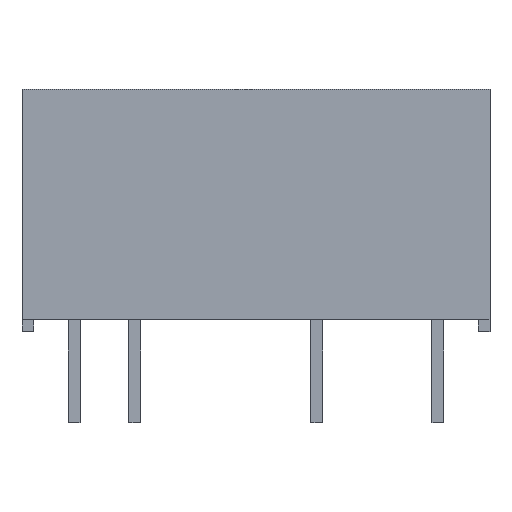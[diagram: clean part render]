
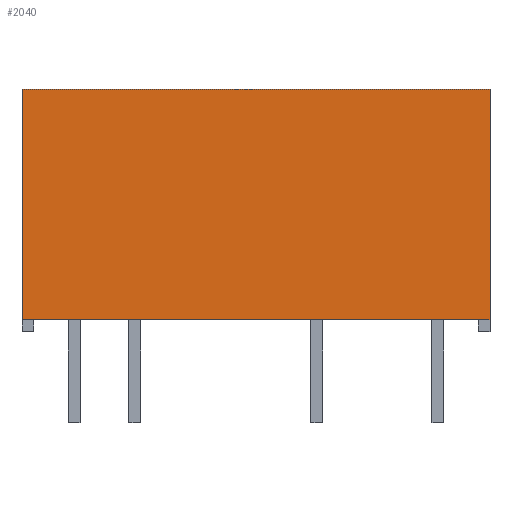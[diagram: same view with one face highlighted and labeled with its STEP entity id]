
A CAD part, top view. The second image highlights one B-rep face of the part: STEP entity #2040.
In plain terms, the highlighted planar face has unit normal (0, 0, 1).
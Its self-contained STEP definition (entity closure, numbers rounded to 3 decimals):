
#1474 = PLANE('',#1475);
#1475 = AXIS2_PLACEMENT_3D('',#1476,#1477,#1478);
#1476 = CARTESIAN_POINT('',(0.36,0.,7.63));
#1477 = DIRECTION('',(-1.,0.,0.));
#1478 = DIRECTION('',(0.,0.,-1.));
#1502 = PLANE('',#1503);
#1503 = AXIS2_PLACEMENT_3D('',#1504,#1505,#1506);
#1504 = CARTESIAN_POINT('',(10.16,9.64,4.58));
#1505 = DIRECTION('',(0.,-1.,0.));
#1506 = DIRECTION('',(1.,0.,0.));
#1530 = PLANE('',#1531);
#1531 = AXIS2_PLACEMENT_3D('',#1532,#1533,#1534);
#1532 = CARTESIAN_POINT('',(19.96,0.,1.53));
#1533 = DIRECTION('',(1.,0.,0.));
#1534 = DIRECTION('',(0.,0.,1.));
#1586 = PLANE('',#1587);
#1587 = AXIS2_PLACEMENT_3D('',#1588,#1589,#1590);
#1588 = CARTESIAN_POINT('',(10.16,0.,4.58));
#1589 = DIRECTION('',(0.,-1.,0.));
#1590 = DIRECTION('',(1.,0.,0.));
#1627 = EDGE_CURVE('',#1628,#1630,#1632,.T.);
#1628 = VERTEX_POINT('',#1629);
#1629 = CARTESIAN_POINT('',(0.36,0.,7.63));
#1630 = VERTEX_POINT('',#1631);
#1631 = CARTESIAN_POINT('',(0.36,9.64,7.63));
#1632 = SURFACE_CURVE('',#1633,(#1637,#1644),.PCURVE_S1.);
#1633 = LINE('',#1634,#1635);
#1634 = CARTESIAN_POINT('',(0.36,0.,7.63));
#1635 = VECTOR('',#1636,1.);
#1636 = DIRECTION('',(0.,1.,0.));
#1637 = PCURVE('',#1474,#1638);
#1638 = DEFINITIONAL_REPRESENTATION('',(#1639),#1643);
#1639 = LINE('',#1640,#1641);
#1640 = CARTESIAN_POINT('',(0.,0.));
#1641 = VECTOR('',#1642,1.);
#1642 = DIRECTION('',(0.,-1.));
#1643 = ( GEOMETRIC_REPRESENTATION_CONTEXT(2) 
PARAMETRIC_REPRESENTATION_CONTEXT() REPRESENTATION_CONTEXT('2D SPACE',''
  ) );
#1644 = PCURVE('',#1645,#1650);
#1645 = PLANE('',#1646);
#1646 = AXIS2_PLACEMENT_3D('',#1647,#1648,#1649);
#1647 = CARTESIAN_POINT('',(19.96,0.,7.63));
#1648 = DIRECTION('',(0.,0.,1.));
#1649 = DIRECTION('',(-1.,0.,0.));
#1650 = DEFINITIONAL_REPRESENTATION('',(#1651),#1655);
#1651 = LINE('',#1652,#1653);
#1652 = CARTESIAN_POINT('',(19.6,0.));
#1653 = VECTOR('',#1654,1.);
#1654 = DIRECTION('',(0.,-1.));
#1655 = ( GEOMETRIC_REPRESENTATION_CONTEXT(2) 
PARAMETRIC_REPRESENTATION_CONTEXT() REPRESENTATION_CONTEXT('2D SPACE',''
  ) );
#1710 = VERTEX_POINT('',#1711);
#1711 = CARTESIAN_POINT('',(19.96,9.64,7.63));
#1732 = EDGE_CURVE('',#1733,#1710,#1735,.T.);
#1733 = VERTEX_POINT('',#1734);
#1734 = CARTESIAN_POINT('',(19.96,0.,7.63));
#1735 = SURFACE_CURVE('',#1736,(#1740,#1747),.PCURVE_S1.);
#1736 = LINE('',#1737,#1738);
#1737 = CARTESIAN_POINT('',(19.96,0.,7.63));
#1738 = VECTOR('',#1739,1.);
#1739 = DIRECTION('',(0.,1.,0.));
#1740 = PCURVE('',#1530,#1741);
#1741 = DEFINITIONAL_REPRESENTATION('',(#1742),#1746);
#1742 = LINE('',#1743,#1744);
#1743 = CARTESIAN_POINT('',(6.1,-0.));
#1744 = VECTOR('',#1745,1.);
#1745 = DIRECTION('',(0.,-1.));
#1746 = ( GEOMETRIC_REPRESENTATION_CONTEXT(2) 
PARAMETRIC_REPRESENTATION_CONTEXT() REPRESENTATION_CONTEXT('2D SPACE',''
  ) );
#1747 = PCURVE('',#1645,#1748);
#1748 = DEFINITIONAL_REPRESENTATION('',(#1749),#1753);
#1749 = LINE('',#1750,#1751);
#1750 = CARTESIAN_POINT('',(0.,0.));
#1751 = VECTOR('',#1752,1.);
#1752 = DIRECTION('',(0.,-1.));
#1753 = ( GEOMETRIC_REPRESENTATION_CONTEXT(2) 
PARAMETRIC_REPRESENTATION_CONTEXT() REPRESENTATION_CONTEXT('2D SPACE',''
  ) );
#1866 = VERTEX_POINT('',#1867);
#1867 = CARTESIAN_POINT('',(0.86,0.,7.63));
#1890 = VERTEX_POINT('',#1891);
#1891 = CARTESIAN_POINT('',(19.46,0.,7.63));
#1917 = EDGE_CURVE('',#1890,#1866,#1918,.T.);
#1918 = SURFACE_CURVE('',#1919,(#1923,#1930),.PCURVE_S1.);
#1919 = LINE('',#1920,#1921);
#1920 = CARTESIAN_POINT('',(19.96,0.,7.63));
#1921 = VECTOR('',#1922,1.);
#1922 = DIRECTION('',(-1.,0.,0.));
#1923 = PCURVE('',#1586,#1924);
#1924 = DEFINITIONAL_REPRESENTATION('',(#1925),#1929);
#1925 = LINE('',#1926,#1927);
#1926 = CARTESIAN_POINT('',(9.8,3.05));
#1927 = VECTOR('',#1928,1.);
#1928 = DIRECTION('',(-1.,0.));
#1929 = ( GEOMETRIC_REPRESENTATION_CONTEXT(2) 
PARAMETRIC_REPRESENTATION_CONTEXT() REPRESENTATION_CONTEXT('2D SPACE',''
  ) );
#1930 = PCURVE('',#1645,#1931);
#1931 = DEFINITIONAL_REPRESENTATION('',(#1932),#1936);
#1932 = LINE('',#1933,#1934);
#1933 = CARTESIAN_POINT('',(0.,0.));
#1934 = VECTOR('',#1935,1.);
#1935 = DIRECTION('',(1.,0.));
#1936 = ( GEOMETRIC_REPRESENTATION_CONTEXT(2) 
PARAMETRIC_REPRESENTATION_CONTEXT() REPRESENTATION_CONTEXT('2D SPACE',''
  ) );
#2019 = EDGE_CURVE('',#1710,#1630,#2020,.T.);
#2020 = SURFACE_CURVE('',#2021,(#2025,#2032),.PCURVE_S1.);
#2021 = LINE('',#2022,#2023);
#2022 = CARTESIAN_POINT('',(19.96,9.64,7.63));
#2023 = VECTOR('',#2024,1.);
#2024 = DIRECTION('',(-1.,0.,0.));
#2025 = PCURVE('',#1502,#2026);
#2026 = DEFINITIONAL_REPRESENTATION('',(#2027),#2031);
#2027 = LINE('',#2028,#2029);
#2028 = CARTESIAN_POINT('',(9.8,3.05));
#2029 = VECTOR('',#2030,1.);
#2030 = DIRECTION('',(-1.,0.));
#2031 = ( GEOMETRIC_REPRESENTATION_CONTEXT(2) 
PARAMETRIC_REPRESENTATION_CONTEXT() REPRESENTATION_CONTEXT('2D SPACE',''
  ) );
#2032 = PCURVE('',#1645,#2033);
#2033 = DEFINITIONAL_REPRESENTATION('',(#2034),#2038);
#2034 = LINE('',#2035,#2036);
#2035 = CARTESIAN_POINT('',(0.,-9.64));
#2036 = VECTOR('',#2037,1.);
#2037 = DIRECTION('',(1.,0.));
#2038 = ( GEOMETRIC_REPRESENTATION_CONTEXT(2) 
PARAMETRIC_REPRESENTATION_CONTEXT() REPRESENTATION_CONTEXT('2D SPACE',''
  ) );
#2040 = ADVANCED_FACE('',(#2041),#1645,.T.);
#2041 = FACE_BOUND('',#2042,.T.);
#2042 = EDGE_LOOP('',(#2043,#2044,#2045,#2046,#2072,#2073));
#2043 = ORIENTED_EDGE('',*,*,#1732,.T.);
#2044 = ORIENTED_EDGE('',*,*,#2019,.T.);
#2045 = ORIENTED_EDGE('',*,*,#1627,.F.);
#2046 = ORIENTED_EDGE('',*,*,#2047,.F.);
#2047 = EDGE_CURVE('',#1866,#1628,#2048,.T.);
#2048 = SURFACE_CURVE('',#2049,(#2053,#2060),.PCURVE_S1.);
#2049 = LINE('',#2050,#2051);
#2050 = CARTESIAN_POINT('',(19.96,0.,7.63));
#2051 = VECTOR('',#2052,1.);
#2052 = DIRECTION('',(-1.,0.,0.));
#2053 = PCURVE('',#1645,#2054);
#2054 = DEFINITIONAL_REPRESENTATION('',(#2055),#2059);
#2055 = LINE('',#2056,#2057);
#2056 = CARTESIAN_POINT('',(0.,0.));
#2057 = VECTOR('',#2058,1.);
#2058 = DIRECTION('',(1.,0.));
#2059 = ( GEOMETRIC_REPRESENTATION_CONTEXT(2) 
PARAMETRIC_REPRESENTATION_CONTEXT() REPRESENTATION_CONTEXT('2D SPACE',''
  ) );
#2060 = PCURVE('',#2061,#2066);
#2061 = PLANE('',#2062);
#2062 = AXIS2_PLACEMENT_3D('',#2063,#2064,#2065);
#2063 = CARTESIAN_POINT('',(0.86,0.,7.63));
#2064 = DIRECTION('',(-0.,0.,-1.));
#2065 = DIRECTION('',(-1.,0.,0.));
#2066 = DEFINITIONAL_REPRESENTATION('',(#2067),#2071);
#2067 = LINE('',#2068,#2069);
#2068 = CARTESIAN_POINT('',(-19.1,0.));
#2069 = VECTOR('',#2070,1.);
#2070 = DIRECTION('',(1.,0.));
#2071 = ( GEOMETRIC_REPRESENTATION_CONTEXT(2) 
PARAMETRIC_REPRESENTATION_CONTEXT() REPRESENTATION_CONTEXT('2D SPACE',''
  ) );
#2072 = ORIENTED_EDGE('',*,*,#1917,.F.);
#2073 = ORIENTED_EDGE('',*,*,#2074,.F.);
#2074 = EDGE_CURVE('',#1733,#1890,#2075,.T.);
#2075 = SURFACE_CURVE('',#2076,(#2080,#2087),.PCURVE_S1.);
#2076 = LINE('',#2077,#2078);
#2077 = CARTESIAN_POINT('',(19.96,0.,7.63));
#2078 = VECTOR('',#2079,1.);
#2079 = DIRECTION('',(-1.,0.,0.));
#2080 = PCURVE('',#1645,#2081);
#2081 = DEFINITIONAL_REPRESENTATION('',(#2082),#2086);
#2082 = LINE('',#2083,#2084);
#2083 = CARTESIAN_POINT('',(0.,0.));
#2084 = VECTOR('',#2085,1.);
#2085 = DIRECTION('',(1.,0.));
#2086 = ( GEOMETRIC_REPRESENTATION_CONTEXT(2) 
PARAMETRIC_REPRESENTATION_CONTEXT() REPRESENTATION_CONTEXT('2D SPACE',''
  ) );
#2087 = PCURVE('',#2088,#2093);
#2088 = PLANE('',#2089);
#2089 = AXIS2_PLACEMENT_3D('',#2090,#2091,#2092);
#2090 = CARTESIAN_POINT('',(19.96,0.,7.63));
#2091 = DIRECTION('',(-0.,0.,-1.));
#2092 = DIRECTION('',(-1.,0.,0.));
#2093 = DEFINITIONAL_REPRESENTATION('',(#2094),#2098);
#2094 = LINE('',#2095,#2096);
#2095 = CARTESIAN_POINT('',(0.,0.));
#2096 = VECTOR('',#2097,1.);
#2097 = DIRECTION('',(1.,0.));
#2098 = ( GEOMETRIC_REPRESENTATION_CONTEXT(2) 
PARAMETRIC_REPRESENTATION_CONTEXT() REPRESENTATION_CONTEXT('2D SPACE',''
  ) );
